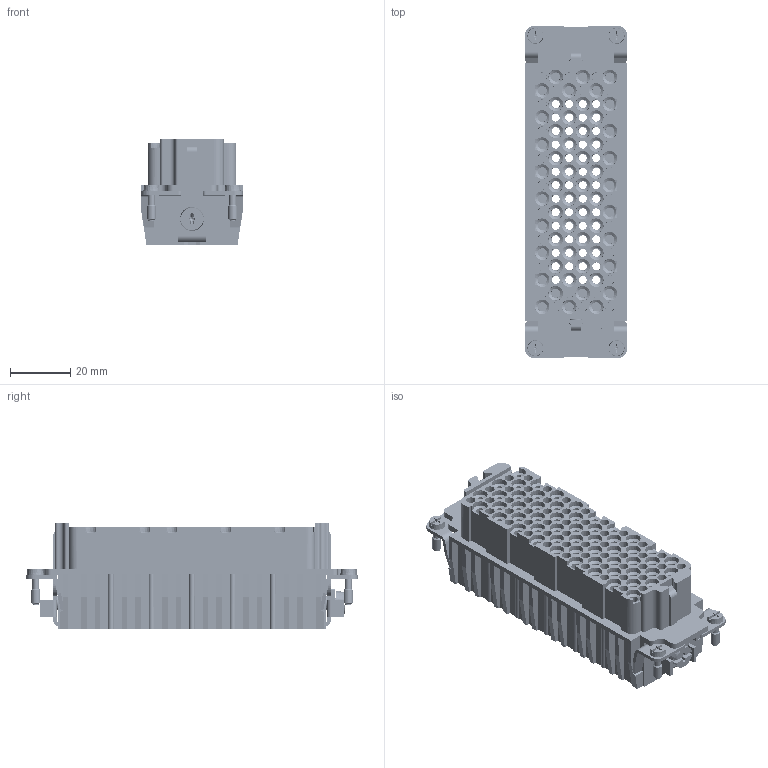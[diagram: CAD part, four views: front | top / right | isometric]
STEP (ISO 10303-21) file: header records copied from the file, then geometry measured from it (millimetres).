
FILE_DESCRIPTION(('CATIA V5 STEP Exchange','CAx-IF Rec.Pracs.--- Model Styling and Organization---1.5--- 2016-08-15','CAx-IF Rec.Pracs.---Supplemental Geometry---1.0---2011-11-01','CAx-IF Rec.Pracs.--- Composite Materials ---1.1---2010-07-15'),'2;1');
FILE_NAME ('2112039-6_0', '2025-10-06T08:24:49+00:00', ('none'), ('Weidmueller'), 'CATIA Version 5-6 Release 2024 SP4', 'CATIA V5 STEP AP214 v3', 'none');
FILE_SCHEMA(('AUTOMOTIVE_DESIGN { 1 0 10303 214 1 1 1 1 }'));
Products named in the file (1): 3116680000
Bounding box: 33.9 x 110.5 x 35.5 mm (x, y, z)
Volume: 61843.8 mm3; surface area: 68418.8 mm2
Topology: 1 solids, 1 shells, 3698 faces, 8413 edges, 4899 vertices
Faces by surface type: cylinder 1408, cone 1131, plane 831, torus 312, bspline 16
Entity records: 90813 total; most frequent: ORIENTED_EDGE 16806, CARTESIAN_POINT 15764, DIRECTION 11757, EDGE_CURVE 8403, AXIS2_PLACEMENT_3D 5815, VERTEX_POINT 4899, VECTOR 4201, LINE 4201
